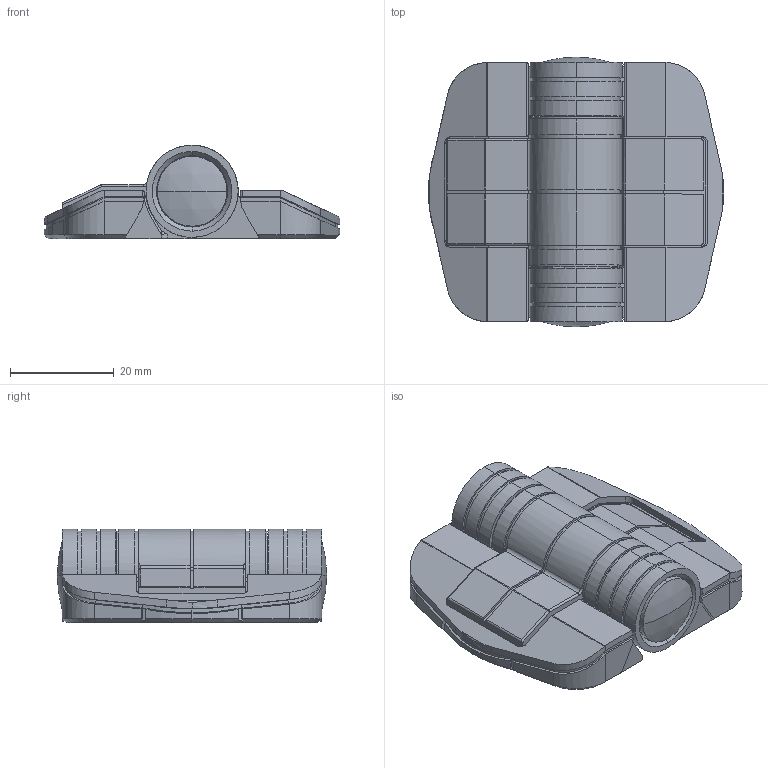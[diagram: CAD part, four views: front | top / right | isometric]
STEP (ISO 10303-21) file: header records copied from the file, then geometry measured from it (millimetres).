
FILE_DESCRIPTION((''),'2;1');
FILE_NAME('15HI8550.stp','2006-03-13T15:37:23',('Shawn Mantel'),('Faztek, LLC'),'Mechanical Desktop 2005','Mechanical Desktop 2005',', , ');
FILE_SCHEMA(('CONFIG_CONTROL_DESIGN'));
Length unit declared in the file: inch
Products named in the file (22): Product; *U2; *U13; *U17; *U21; *U22; *U15; *U18; *U16; *U20; *U14; *U19; *U3; *U12; *U10; *U11; *U6; *U8; *U7; *U9; *U4; *U5
Assembly tree (21 placements, depth 4):
  Product
    *U2
      *U13
        *U17
        *U21
        *U22
        *U15
        *U18
        *U16
        *U20
        *U14
        *U19
      *U3
        *U12
        *U10
        *U11
        *U6
        *U8
        *U7
        *U9
        *U4
        *U5
Bounding box: 57.04 x 52.02 x 18.05 mm (x, y, z)
Volume: 17163.4 mm3; surface area: 22325.2 mm2
Topology: 10 solids, 10 shells, 892 faces, 2554 edges, 1627 vertices
Faces by surface type: cylinder 382, plane 341, cone 73, bspline 43, torus 33, sphere 20
Entity records: 36945 total; most frequent: CARTESIAN_POINT 14269, ORIENTED_EDGE 5076, DIRECTION 4314, EDGE_CURVE 2538, VERTEX_POINT 1627, AXIS2_PLACEMENT_3D 1576, VECTOR 1162, LINE 1162
